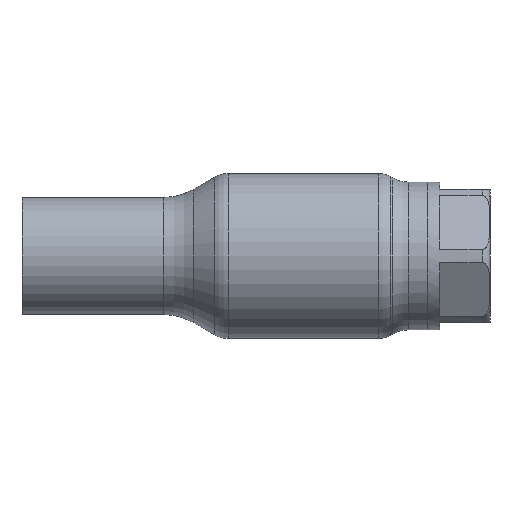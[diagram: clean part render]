
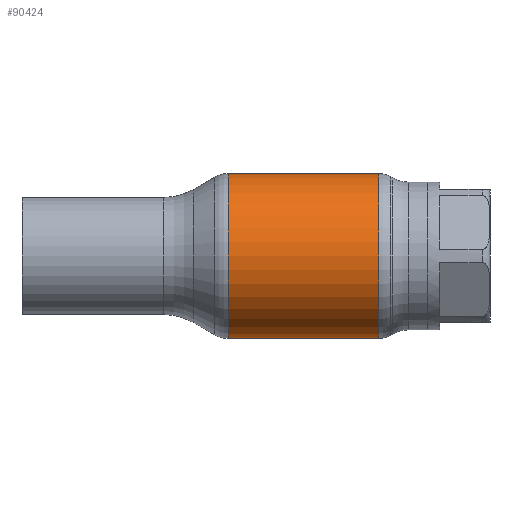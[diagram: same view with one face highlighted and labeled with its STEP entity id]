
A CAD part, front view. The second image highlights one B-rep face of the part: STEP entity #90424.
In plain terms, the highlighted cylindrical face has radius 42.5 mm (diameter 85 mm), a partial arc.
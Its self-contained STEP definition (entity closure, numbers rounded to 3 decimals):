
#356 = DIRECTION ( 'NONE',  ( 0., 0., 1. ) ) ;
#1285 = CARTESIAN_POINT ( 'NONE',  ( -38.749, 0., 42.5 ) ) ;
#3079 = VERTEX_POINT ( 'NONE', #58327 ) ;
#3326 = CARTESIAN_POINT ( 'NONE',  ( -38.749, 0., 0. ) ) ;
#9897 = EDGE_CURVE ( 'NONE', #3079, #21753, #42850, .T. ) ;
#10024 = EDGE_CURVE ( 'NONE', #3079, #33732, #65440, .T. ) ;
#11132 = EDGE_LOOP ( 'NONE', ( #28421, #84465, #91198, #76420 ) ) ;
#15499 = DIRECTION ( 'NONE',  ( 0., 0., 1. ) ) ;
#18449 = DIRECTION ( 'NONE',  ( -1., 0., 0. ) ) ;
#21753 = VERTEX_POINT ( 'NONE', #31097 ) ;
#27221 = CARTESIAN_POINT ( 'NONE',  ( -62.69, 0., 42.5 ) ) ;
#28421 = ORIENTED_EDGE ( 'NONE', *, *, #10024, .F. ) ;
#30541 = VECTOR ( 'NONE', #18449, 1000. ) ;
#31097 = CARTESIAN_POINT ( 'NONE',  ( 38.749, 0., 42.5 ) ) ;
#33732 = VERTEX_POINT ( 'NONE', #62110 ) ;
#35931 = EDGE_CURVE ( 'NONE', #33732, #50921, #59993, .T. ) ;
#36855 = DIRECTION ( 'NONE',  ( -1., 0., 0. ) ) ;
#39627 = CARTESIAN_POINT ( 'NONE',  ( -62.69, 0., 0. ) ) ;
#42850 = CIRCLE ( 'NONE', #102277, 42.5 ) ;
#48271 = CARTESIAN_POINT ( 'NONE',  ( 38.749, 0., 0. ) ) ;
#49100 = DIRECTION ( 'NONE',  ( -1., 0., 0. ) ) ;
#50517 = EDGE_CURVE ( 'NONE', #21753, #50921, #76899, .T. ) ;
#50921 = VERTEX_POINT ( 'NONE', #1285 ) ;
#51387 = AXIS2_PLACEMENT_3D ( 'NONE', #3326, #36855, #52995 ) ;
#52995 = DIRECTION ( 'NONE',  ( 0., 0., 1. ) ) ;
#58327 = CARTESIAN_POINT ( 'NONE',  ( 38.749, 0., -42.5 ) ) ;
#59993 = CIRCLE ( 'NONE', #51387, 42.5 ) ;
#60428 = DIRECTION ( 'NONE',  ( -1., 0., 0. ) ) ;
#62110 = CARTESIAN_POINT ( 'NONE',  ( -38.749, 0., -42.5 ) ) ;
#65440 = LINE ( 'NONE', #76866, #84218 ) ;
#76420 = ORIENTED_EDGE ( 'NONE', *, *, #35931, .F. ) ;
#76866 = CARTESIAN_POINT ( 'NONE',  ( -62.69, 0., -42.5 ) ) ;
#76899 = LINE ( 'NONE', #27221, #30541 ) ;
#84218 = VECTOR ( 'NONE', #60428, 1000. ) ;
#84465 = ORIENTED_EDGE ( 'NONE', *, *, #9897, .T. ) ;
#90424 = ADVANCED_FACE ( 'NONE', ( #101817 ), #99341, .T. ) ;
#91198 = ORIENTED_EDGE ( 'NONE', *, *, #50517, .T. ) ;
#96177 = AXIS2_PLACEMENT_3D ( 'NONE', #39627, #49100, #15499 ) ;
#97468 = DIRECTION ( 'NONE',  ( -1., 0., 0. ) ) ;
#99341 = CYLINDRICAL_SURFACE ( 'NONE', #96177, 42.5 ) ;
#101817 = FACE_OUTER_BOUND ( 'NONE', #11132, .T. ) ;
#102277 = AXIS2_PLACEMENT_3D ( 'NONE', #48271, #97468, #356 ) ;
